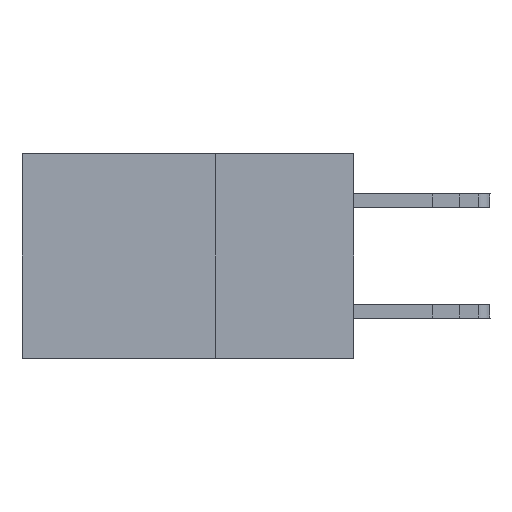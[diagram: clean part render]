
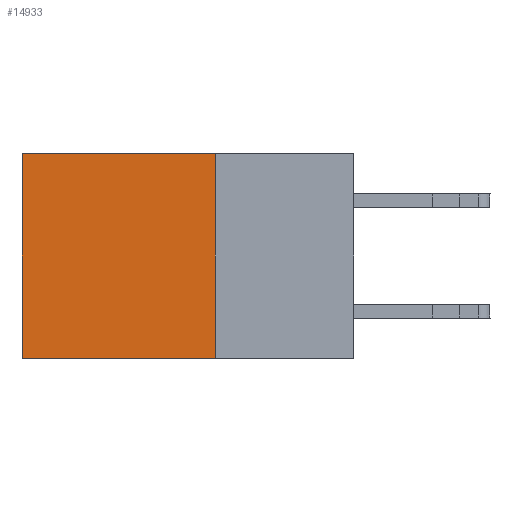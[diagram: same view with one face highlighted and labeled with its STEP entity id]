
A CAD part, left-side view. The second image highlights one B-rep face of the part: STEP entity #14933.
In plain terms, the highlighted planar face has unit normal (-1, 0, 0).
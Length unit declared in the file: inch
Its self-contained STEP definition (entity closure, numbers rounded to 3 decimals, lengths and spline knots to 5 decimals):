
#427 = EDGE_CURVE ( 'NONE', #6435, #3390, #13860, .T. ) ;
#651 = EDGE_CURVE ( 'NONE', #6983, #3390, #10949, .T. ) ;
#1965 = CARTESIAN_POINT ( 'NONE',  ( 0.2875, 0.6, 0. ) ) ;
#2002 = VECTOR ( 'NONE', #2735, 39.37008 ) ;
#2196 = ORIENTED_EDGE ( 'NONE', *, *, #427, .T. ) ;
#2735 = DIRECTION ( 'NONE',  ( 0., 0., -1. ) ) ;
#2835 = DIRECTION ( 'NONE',  ( 0., 1., 0. ) ) ;
#3390 = VERTEX_POINT ( 'NONE', #11414 ) ;
#3711 = VECTOR ( 'NONE', #5321, 39.37008 ) ;
#3744 = ORIENTED_EDGE ( 'NONE', *, *, #14578, .T. ) ;
#3837 = ORIENTED_EDGE ( 'NONE', *, *, #651, .F. ) ;
#4017 = CARTESIAN_POINT ( 'NONE',  ( 0.2875, 0.25, 0. ) ) ;
#4511 = CARTESIAN_POINT ( 'NONE',  ( 0.2875, 0.6, 0. ) ) ;
#5321 = DIRECTION ( 'NONE',  ( 0., 0., -1. ) ) ;
#6435 = VERTEX_POINT ( 'NONE', #4511 ) ;
#6529 = DIRECTION ( 'NONE',  ( 1., 0., 0. ) ) ;
#6983 = VERTEX_POINT ( 'NONE', #14831 ) ;
#7893 = CARTESIAN_POINT ( 'NONE',  ( 0.2875, 0.25, 0. ) ) ;
#8080 = EDGE_CURVE ( 'NONE', #11356, #6983, #11348, .T. ) ;
#9752 = CARTESIAN_POINT ( 'NONE',  ( 0.2875, 0.25, -0.37 ) ) ;
#10116 = VECTOR ( 'NONE', #2835, 39.37008 ) ;
#10520 = EDGE_LOOP ( 'NONE', ( #2196, #3837, #13807, #3744 ) ) ;
#10949 = LINE ( 'NONE', #9752, #10116 ) ;
#11348 = LINE ( 'NONE', #7893, #2002 ) ;
#11356 = VERTEX_POINT ( 'NONE', #13213 ) ;
#11414 = CARTESIAN_POINT ( 'NONE',  ( 0.2875, 0.6, -0.37 ) ) ;
#11535 = AXIS2_PLACEMENT_3D ( 'NONE', #4017, #6529, #13736 ) ;
#12355 = FACE_OUTER_BOUND ( 'NONE', #10520, .T. ) ;
#12681 = PLANE ( 'NONE',  #11535 ) ;
#12847 = DIRECTION ( 'NONE',  ( 0., 1., 0. ) ) ;
#13041 = VECTOR ( 'NONE', #12847, 39.37008 ) ;
#13213 = CARTESIAN_POINT ( 'NONE',  ( 0.2875, 0.25, 0. ) ) ;
#13736 = DIRECTION ( 'NONE',  ( 0., 0., -1. ) ) ;
#13807 = ORIENTED_EDGE ( 'NONE', *, *, #8080, .F. ) ;
#13860 = LINE ( 'NONE', #1965, #3711 ) ;
#14218 = LINE ( 'NONE', #15414, #13041 ) ;
#14578 = EDGE_CURVE ( 'NONE', #11356, #6435, #14218, .T. ) ;
#14831 = CARTESIAN_POINT ( 'NONE',  ( 0.2875, 0.25, -0.37 ) ) ;
#14933 = ADVANCED_FACE ( 'NONE', ( #12355 ), #12681, .F. ) ;
#15414 = CARTESIAN_POINT ( 'NONE',  ( 0.2875, 0.25, 0. ) ) ;
